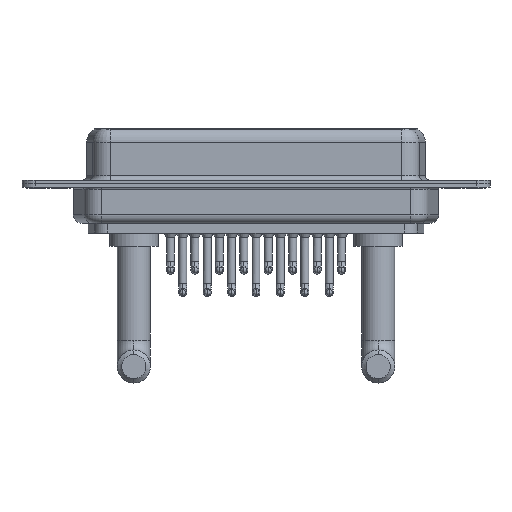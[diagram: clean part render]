
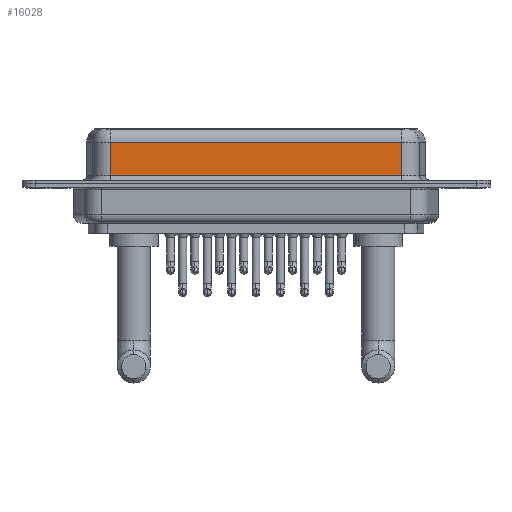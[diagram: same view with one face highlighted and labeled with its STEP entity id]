
A CAD part, front view. The second image highlights one B-rep face of the part: STEP entity #16028.
In plain terms, the highlighted planar face has unit normal (0, -1, 0).
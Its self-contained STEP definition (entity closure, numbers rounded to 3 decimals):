
#74 = CARTESIAN_POINT ( 'NONE',  ( 40.037, -3.95, 4.65 ) ) ;
#521 = PLANE ( 'NONE',  #15375 ) ;
#1395 = CARTESIAN_POINT ( 'NONE',  ( 40.037, -3.95, 6.4 ) ) ;
#1686 = FACE_OUTER_BOUND ( 'NONE', #15418, .T. ) ;
#2103 = DIRECTION ( 'NONE',  ( 0., 0., -1. ) ) ;
#3413 = ORIENTED_EDGE ( 'NONE', *, *, #13830, .T. ) ;
#3508 = DIRECTION ( 'NONE',  ( 0., 1., 0. ) ) ;
#3537 = CARTESIAN_POINT ( 'NONE',  ( 40.037, -3.95, 0.9 ) ) ;
#3644 = VECTOR ( 'NONE', #2103, 1000. ) ;
#3854 = CARTESIAN_POINT ( 'NONE',  ( 40.037, -3.95, 0.9 ) ) ;
#4354 = VERTEX_POINT ( 'NONE', #18094 ) ;
#5092 = LINE ( 'NONE', #10995, #16538 ) ;
#5396 = ORIENTED_EDGE ( 'NONE', *, *, #15333, .T. ) ;
#6862 = DIRECTION ( 'NONE',  ( 1., 0., 0. ) ) ;
#7557 = EDGE_CURVE ( 'NONE', #12422, #11152, #14788, .T. ) ;
#7571 = CARTESIAN_POINT ( 'NONE',  ( 40.037, -3.95, 6.4 ) ) ;
#7984 = VECTOR ( 'NONE', #6862, 1000. ) ;
#10008 = CARTESIAN_POINT ( 'NONE',  ( 7.013, -3.95, 4.65 ) ) ;
#10995 = CARTESIAN_POINT ( 'NONE',  ( 40.037, -3.95, 4.65 ) ) ;
#11152 = VERTEX_POINT ( 'NONE', #3537 ) ;
#11821 = DIRECTION ( 'NONE',  ( 0., 0., -1. ) ) ;
#12422 = VERTEX_POINT ( 'NONE', #74 ) ;
#12569 = EDGE_CURVE ( 'NONE', #12422, #14481, #5092, .T. ) ;
#13644 = DIRECTION ( 'NONE',  ( 0., 0., 1. ) ) ;
#13830 = EDGE_CURVE ( 'NONE', #14481, #4354, #15115, .T. ) ;
#13994 = LINE ( 'NONE', #3854, #7984 ) ;
#14481 = VERTEX_POINT ( 'NONE', #10008 ) ;
#14788 = LINE ( 'NONE', #1395, #16883 ) ;
#15115 = LINE ( 'NONE', #16745, #3644 ) ;
#15194 = ORIENTED_EDGE ( 'NONE', *, *, #12569, .T. ) ;
#15333 = EDGE_CURVE ( 'NONE', #4354, #11152, #13994, .T. ) ;
#15375 = AXIS2_PLACEMENT_3D ( 'NONE', #7571, #3508, #13644 ) ;
#15418 = EDGE_LOOP ( 'NONE', ( #18812, #15194, #3413, #5396 ) ) ;
#16028 = ADVANCED_FACE ( 'NONE', ( #1686 ), #521, .F. ) ;
#16538 = VECTOR ( 'NONE', #16839, 1000. ) ;
#16745 = CARTESIAN_POINT ( 'NONE',  ( 7.013, -3.95, 6.4 ) ) ;
#16839 = DIRECTION ( 'NONE',  ( -1., 0., 0. ) ) ;
#16883 = VECTOR ( 'NONE', #11821, 1000. ) ;
#18094 = CARTESIAN_POINT ( 'NONE',  ( 7.013, -3.95, 0.9 ) ) ;
#18812 = ORIENTED_EDGE ( 'NONE', *, *, #7557, .F. ) ;
